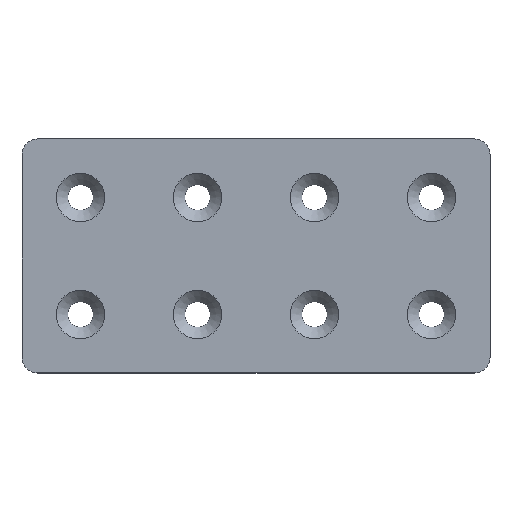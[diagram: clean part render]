
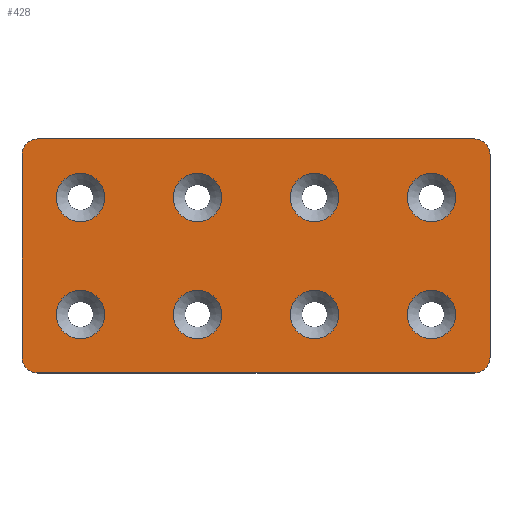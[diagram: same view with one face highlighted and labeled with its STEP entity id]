
A CAD part, top view. The second image highlights one B-rep face of the part: STEP entity #428.
In plain terms, the highlighted planar face has unit normal (0, 0, 1).
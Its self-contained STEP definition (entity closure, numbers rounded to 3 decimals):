
#46=FACE_BOUND($,#135,.T.);
#47=FACE_BOUND($,#136,.T.);
#48=FACE_BOUND($,#137,.T.);
#49=FACE_BOUND($,#138,.T.);
#50=FACE_BOUND($,#139,.T.);
#51=FACE_BOUND($,#140,.T.);
#52=FACE_BOUND($,#141,.T.);
#53=FACE_BOUND($,#142,.T.);
#59=PLANE($,#489);
#84=FACE_OUTER_BOUND($,#134,.T.);
#134=EDGE_LOOP($,(#375,#376,#377,#378,#379,#380,#381,#382));
#135=EDGE_LOOP($,(#383));
#136=EDGE_LOOP($,(#384));
#137=EDGE_LOOP($,(#385));
#138=EDGE_LOOP($,(#386));
#139=EDGE_LOOP($,(#387));
#140=EDGE_LOOP($,(#388));
#141=EDGE_LOOP($,(#389));
#142=EDGE_LOOP($,(#390));
#147=LINE($,#639,#163);
#153=LINE($,#676,#169);
#157=LINE($,#735,#173);
#158=LINE($,#737,#174);
#163=VECTOR($,#504,112.);
#169=VECTOR($,#540,112.);
#173=VECTOR($,#618,52.);
#174=VECTOR($,#621,52.);
#175=CIRCLE($,#433,4.);
#188=CIRCLE($,#449,4.);
#189=CIRCLE($,#452,4.);
#190=CIRCLE($,#454,4.);
#191=CIRCLE($,#456,6.2);
#193=CIRCLE($,#460,6.2);
#195=CIRCLE($,#464,6.2);
#197=CIRCLE($,#468,6.2);
#199=CIRCLE($,#472,6.2);
#201=CIRCLE($,#476,6.2);
#203=CIRCLE($,#480,6.2);
#205=CIRCLE($,#484,6.2);
#207=VERTEX_POINT($,#626);
#208=VERTEX_POINT($,#627);
#212=VERTEX_POINT($,#637);
#226=VERTEX_POINT($,#669);
#227=VERTEX_POINT($,#670);
#228=VERTEX_POINT($,#675);
#229=VERTEX_POINT($,#679);
#230=VERTEX_POINT($,#683);
#231=VERTEX_POINT($,#687);
#233=VERTEX_POINT($,#693);
#235=VERTEX_POINT($,#699);
#237=VERTEX_POINT($,#705);
#239=VERTEX_POINT($,#711);
#241=VERTEX_POINT($,#717);
#243=VERTEX_POINT($,#723);
#245=VERTEX_POINT($,#729);
#247=EDGE_CURVE($,#207,#208,#175,.T.);
#253=EDGE_CURVE($,#207,#212,#147,.T.);
#268=EDGE_CURVE($,#226,#227,#188,.T.);
#271=EDGE_CURVE($,#228,#227,#153,.T.);
#273=EDGE_CURVE($,#228,#229,#189,.T.);
#275=EDGE_CURVE($,#230,#212,#190,.T.);
#277=EDGE_CURVE($,#231,#231,#191,.T.);
#279=EDGE_CURVE($,#233,#233,#193,.T.);
#281=EDGE_CURVE($,#235,#235,#195,.T.);
#283=EDGE_CURVE($,#237,#237,#197,.T.);
#285=EDGE_CURVE($,#239,#239,#199,.T.);
#287=EDGE_CURVE($,#241,#241,#201,.T.);
#289=EDGE_CURVE($,#243,#243,#203,.T.);
#291=EDGE_CURVE($,#245,#245,#205,.T.);
#293=EDGE_CURVE($,#230,#229,#157,.T.);
#294=EDGE_CURVE($,#226,#208,#158,.T.);
#375=ORIENTED_EDGE($,*,*,#247,.F.);
#376=ORIENTED_EDGE($,*,*,#253,.T.);
#377=ORIENTED_EDGE($,*,*,#275,.F.);
#378=ORIENTED_EDGE($,*,*,#293,.T.);
#379=ORIENTED_EDGE($,*,*,#273,.F.);
#380=ORIENTED_EDGE($,*,*,#271,.T.);
#381=ORIENTED_EDGE($,*,*,#268,.F.);
#382=ORIENTED_EDGE($,*,*,#294,.T.);
#383=ORIENTED_EDGE($,*,*,#277,.T.);
#384=ORIENTED_EDGE($,*,*,#279,.T.);
#385=ORIENTED_EDGE($,*,*,#281,.T.);
#386=ORIENTED_EDGE($,*,*,#283,.T.);
#387=ORIENTED_EDGE($,*,*,#285,.T.);
#388=ORIENTED_EDGE($,*,*,#287,.T.);
#389=ORIENTED_EDGE($,*,*,#289,.T.);
#390=ORIENTED_EDGE($,*,*,#291,.T.);
#428=ADVANCED_FACE($,(#84,#46,#47,#48,#49,#50,#51,#52,#53),#59,.T.);
#433=AXIS2_PLACEMENT_3D($,#628,#494,#495);
#449=AXIS2_PLACEMENT_3D($,#671,#534,#535);
#452=AXIS2_PLACEMENT_3D($,#680,#544,#545);
#454=AXIS2_PLACEMENT_3D($,#684,#549,#550);
#456=AXIS2_PLACEMENT_3D($,#688,#554,#555);
#460=AXIS2_PLACEMENT_3D($,#694,#562,#563);
#464=AXIS2_PLACEMENT_3D($,#700,#570,#571);
#468=AXIS2_PLACEMENT_3D($,#706,#578,#579);
#472=AXIS2_PLACEMENT_3D($,#712,#586,#587);
#476=AXIS2_PLACEMENT_3D($,#718,#594,#595);
#480=AXIS2_PLACEMENT_3D($,#724,#602,#603);
#484=AXIS2_PLACEMENT_3D($,#730,#610,#611);
#489=AXIS2_PLACEMENT_3D($,#738,#622,#623);
#494=DIRECTION('center_axis',(0.,0.,-1.));
#495=DIRECTION('ref_axis',(0.707,0.707,0.));
#504=DIRECTION($,(-1.,0.,0.));
#534=DIRECTION('center_axis',(0.,0.,-1.));
#535=DIRECTION('ref_axis',(0.707,-0.707,0.));
#540=DIRECTION($,(1.,0.,0.));
#544=DIRECTION('center_axis',(0.,0.,-1.));
#545=DIRECTION('ref_axis',(-0.707,-0.707,0.));
#549=DIRECTION('center_axis',(0.,0.,-1.));
#550=DIRECTION('ref_axis',(-0.707,0.707,0.));
#554=DIRECTION('center_axis',(0.,0.,-1.));
#555=DIRECTION('ref_axis',(1.,0.,0.));
#562=DIRECTION('center_axis',(0.,0.,-1.));
#563=DIRECTION('ref_axis',(1.,0.,0.));
#570=DIRECTION('center_axis',(0.,0.,-1.));
#571=DIRECTION('ref_axis',(1.,0.,0.));
#578=DIRECTION('center_axis',(0.,0.,-1.));
#579=DIRECTION('ref_axis',(1.,0.,0.));
#586=DIRECTION('center_axis',(0.,0.,-1.));
#587=DIRECTION('ref_axis',(1.,0.,0.));
#594=DIRECTION('center_axis',(0.,0.,-1.));
#595=DIRECTION('ref_axis',(1.,0.,0.));
#602=DIRECTION('center_axis',(0.,0.,-1.));
#603=DIRECTION('ref_axis',(1.,0.,0.));
#610=DIRECTION('center_axis',(0.,0.,-1.));
#611=DIRECTION('ref_axis',(1.,0.,0.));
#618=DIRECTION($,(0.,-1.,0.));
#621=DIRECTION($,(0.,1.,0.));
#622=DIRECTION('center_axis',(0.,0.,1.));
#623=DIRECTION('ref_axis',(1.,0.,0.));
#626=CARTESIAN_POINT('',(56.,30.,3.));
#627=CARTESIAN_POINT('',(60.,26.,3.));
#628=CARTESIAN_POINT('Origin',(56.,26.,3.));
#637=CARTESIAN_POINT('',(-56.,30.,3.));
#639=CARTESIAN_POINT($,(60.,30.,3.));
#669=CARTESIAN_POINT('',(60.,-26.,3.));
#670=CARTESIAN_POINT('',(56.,-30.,3.));
#671=CARTESIAN_POINT('Origin',(56.,-26.,3.));
#675=CARTESIAN_POINT('',(-56.,-30.,3.));
#676=CARTESIAN_POINT($,(-60.,-30.,3.));
#679=CARTESIAN_POINT('',(-60.,-26.,3.));
#680=CARTESIAN_POINT('Origin',(-56.,-26.,3.));
#683=CARTESIAN_POINT('',(-60.,26.,3.));
#684=CARTESIAN_POINT('Origin',(-56.,26.,3.));
#687=CARTESIAN_POINT('',(-8.8,-15.,3.));
#688=CARTESIAN_POINT('Origin',(-15.,-15.,3.));
#693=CARTESIAN_POINT('',(51.2,-15.,3.));
#694=CARTESIAN_POINT('Origin',(45.,-15.,3.));
#699=CARTESIAN_POINT('',(21.2,15.,3.));
#700=CARTESIAN_POINT('Origin',(15.,15.,3.));
#705=CARTESIAN_POINT('',(-38.8,15.,3.));
#706=CARTESIAN_POINT('Origin',(-45.,15.,3.));
#711=CARTESIAN_POINT('',(-8.8,15.,3.));
#712=CARTESIAN_POINT('Origin',(-15.,15.,3.));
#717=CARTESIAN_POINT('',(51.2,15.,3.));
#718=CARTESIAN_POINT('Origin',(45.,15.,3.));
#723=CARTESIAN_POINT('',(21.2,-15.,3.));
#724=CARTESIAN_POINT('Origin',(15.,-15.,3.));
#729=CARTESIAN_POINT('',(-38.8,-15.,3.));
#730=CARTESIAN_POINT('Origin',(-45.,-15.,3.));
#735=CARTESIAN_POINT($,(-60.,30.,3.));
#737=CARTESIAN_POINT($,(60.,-30.,3.));
#738=CARTESIAN_POINT('Origin',(0.,0.,3.));
